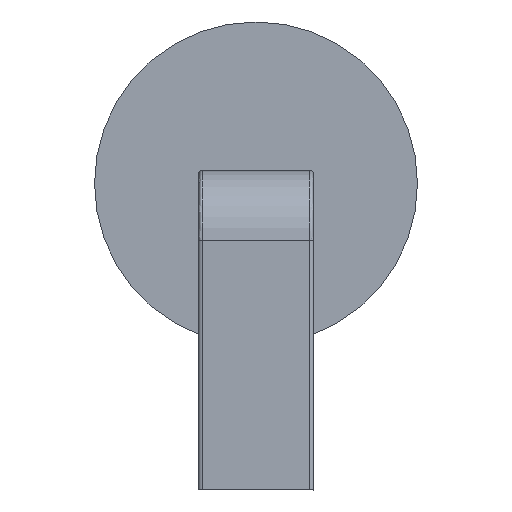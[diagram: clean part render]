
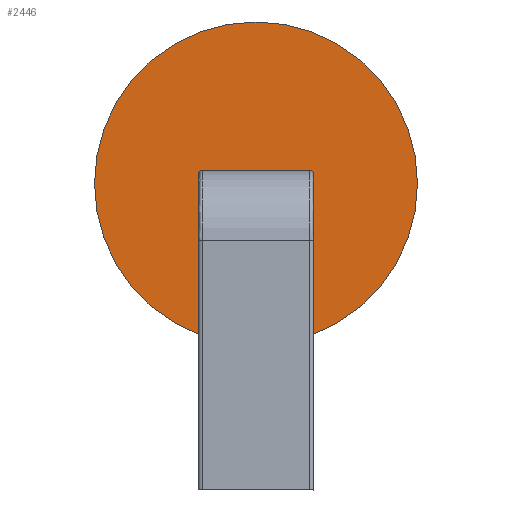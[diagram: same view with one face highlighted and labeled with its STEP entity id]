
A CAD part, front view. The second image highlights one B-rep face of the part: STEP entity #2446.
In plain terms, the highlighted face is planar.
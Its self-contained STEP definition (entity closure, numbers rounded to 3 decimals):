
#206 = CARTESIAN_POINT ( 'NONE',  ( -4109.492, -84.5, 20. ) ) ;
#365 = CIRCLE ( 'NONE', #1829, 45. ) ;
#683 = DIRECTION ( 'NONE',  ( 1., 0., 0. ) ) ;
#776 = ORIENTED_EDGE ( 'NONE', *, *, #5509, .T. ) ;
#889 = PLANE ( 'NONE',  #3734 ) ;
#917 = DIRECTION ( 'NONE',  ( 0., 0., -1. ) ) ;
#1443 = AXIS2_PLACEMENT_3D ( 'NONE', #2871, #4592, #683 ) ;
#1467 = EDGE_CURVE ( 'NONE', #1953, #4293, #365, .T. ) ;
#1829 = AXIS2_PLACEMENT_3D ( 'NONE', #5286, #2100, #5172 ) ;
#1898 = CIRCLE ( 'NONE', #1443, 45. ) ;
#1953 = VERTEX_POINT ( 'NONE', #206 ) ;
#2100 = DIRECTION ( 'NONE',  ( 0., 0., -1. ) ) ;
#2191 = DIRECTION ( 'NONE',  ( -1., 0., 0. ) ) ;
#2274 = EDGE_LOOP ( 'NONE', ( #2768, #776 ) ) ;
#2446 = ADVANCED_FACE ( 'NONE', ( #3048 ), #889, .T. ) ;
#2768 = ORIENTED_EDGE ( 'NONE', *, *, #1467, .T. ) ;
#2871 = CARTESIAN_POINT ( 'NONE',  ( -4154.492, -84.5, 20. ) ) ;
#3048 = FACE_OUTER_BOUND ( 'NONE', #2274, .T. ) ;
#3734 = AXIS2_PLACEMENT_3D ( 'NONE', #4368, #917, #2191 ) ;
#3868 = CARTESIAN_POINT ( 'NONE',  ( -4199.492, -84.5, 20. ) ) ;
#4293 = VERTEX_POINT ( 'NONE', #3868 ) ;
#4368 = CARTESIAN_POINT ( 'NONE',  ( -4210.742, -140.75, 20. ) ) ;
#4592 = DIRECTION ( 'NONE',  ( 0., 0., -1. ) ) ;
#5172 = DIRECTION ( 'NONE',  ( 1., 0., 0. ) ) ;
#5286 = CARTESIAN_POINT ( 'NONE',  ( -4154.492, -84.5, 20. ) ) ;
#5509 = EDGE_CURVE ( 'NONE', #4293, #1953, #1898, .T. ) ;
